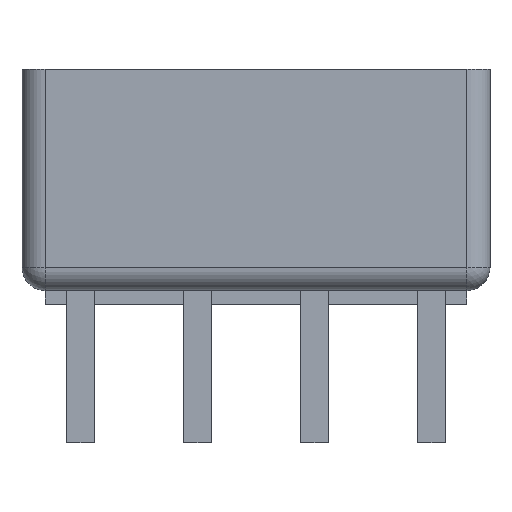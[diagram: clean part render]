
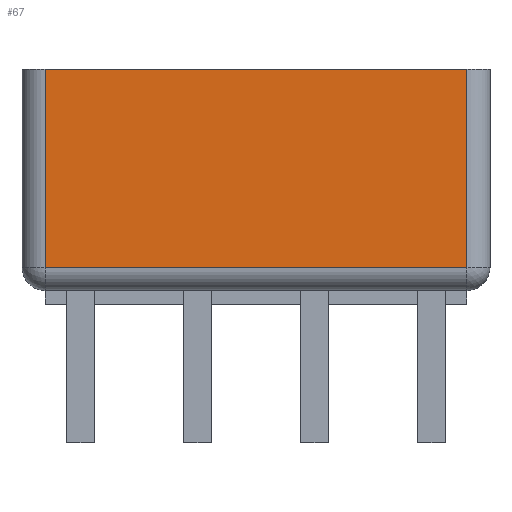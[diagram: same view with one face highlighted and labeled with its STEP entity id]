
A CAD part, front view. The second image highlights one B-rep face of the part: STEP entity #67.
In plain terms, the highlighted planar face has unit normal (0, -1, 0).
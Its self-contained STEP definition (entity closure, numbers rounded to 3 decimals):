
#67=ADVANCED_FACE('',(#401),#402,.T.);
#401=FACE_OUTER_BOUND('',#1043,.T.);
#402=PLANE('',#1044);
#1043=EDGE_LOOP('',(#1812,#1813,#1814,#1815));
#1044=AXIS2_PLACEMENT_3D('',#1816,#1817,#1818);
#1812=ORIENTED_EDGE('',*,*,#4413,.T.);
#1813=ORIENTED_EDGE('',*,*,#4414,.F.);
#1814=ORIENTED_EDGE('',*,*,#4415,.T.);
#1815=ORIENTED_EDGE('',*,*,#4392,.F.);
#1816=CARTESIAN_POINT('',(5.08,-5.0,-4.8));
#1817=DIRECTION('',(0.0,-1.0,0.0));
#1818=DIRECTION('',(0.0,0.0,-1.0));
#4392=EDGE_CURVE('',#5338,#5339,#5340,.T.);
#4413=EDGE_CURVE('',#5338,#5377,#5379,.T.);
#4414=EDGE_CURVE('',#5380,#5377,#5381,.T.);
#4415=EDGE_CURVE('',#5380,#5339,#5382,.T.);
#5338=VERTEX_POINT('',#6807);
#5339=VERTEX_POINT('',#6808);
#5340=LINE('',#6809,#6810);
#5377=VERTEX_POINT('',#6864);
#5379=LINE('',#6866,#6867);
#5380=VERTEX_POINT('',#6868);
#5381=LINE('',#6869,#6870);
#5382=LINE('',#6871,#6872);
#6807=CARTESIAN_POINT('',(4.58,-5.0,0.0));
#6808=CARTESIAN_POINT('',(4.58,-5.0,-4.3));
#6809=CARTESIAN_POINT('',(4.58,-5.0,0.0));
#6810=VECTOR('',#8948,4.3);
#6864=CARTESIAN_POINT('',(-4.58,-5.0,0.0));
#6866=CARTESIAN_POINT('',(4.58,-5.0,0.0));
#6867=VECTOR('',#8975,9.16);
#6868=CARTESIAN_POINT('',(-4.58,-5.0,-4.3));
#6869=CARTESIAN_POINT('',(-4.58,-5.0,-4.3));
#6870=VECTOR('',#8976,4.3);
#6871=CARTESIAN_POINT('',(-4.58,-5.0,-4.3));
#6872=VECTOR('',#8977,9.16);
#8948=DIRECTION('',(0.0,0.0,-1.0));
#8975=DIRECTION('',(-1.0,0.0,0.0));
#8976=DIRECTION('',(0.0,0.0,1.0));
#8977=DIRECTION('',(1.0,0.0,0.0));
